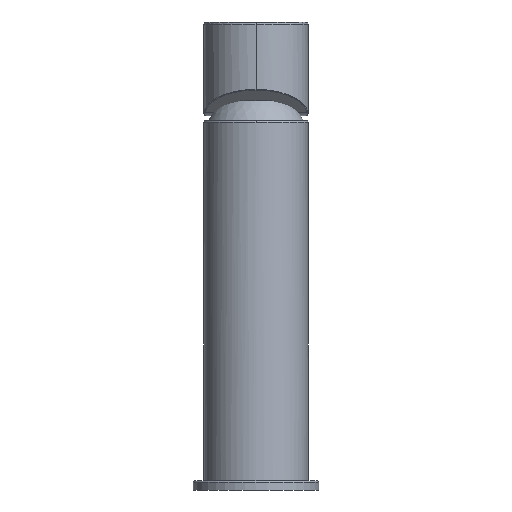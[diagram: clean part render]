
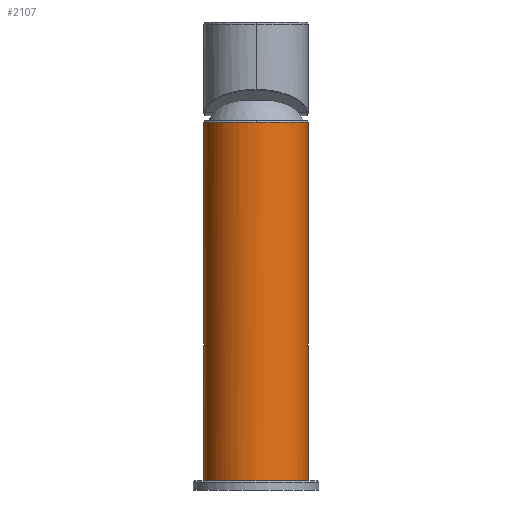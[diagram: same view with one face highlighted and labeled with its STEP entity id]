
A CAD part, left-side view. The second image highlights one B-rep face of the part: STEP entity #2107.
In plain terms, the highlighted cylindrical face has radius 20 mm (diameter 40 mm), a partial arc.
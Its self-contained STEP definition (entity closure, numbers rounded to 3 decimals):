
#156=LINE('',#8284,#220);
#157=LINE('',#8329,#221);
#220=VECTOR('',#2697,1000.);
#221=VECTOR('',#2698,1000.);
#281=CYLINDRICAL_SURFACE('',#2511,20.);
#579=ORIENTED_EDGE('',*,*,#1053,.T.);
#580=ORIENTED_EDGE('',*,*,#1037,.T.);
#581=ORIENTED_EDGE('',*,*,#1042,.T.);
#582=ORIENTED_EDGE('',*,*,#1080,.F.);
#583=ORIENTED_EDGE('',*,*,#1045,.T.);
#584=ORIENTED_EDGE('',*,*,#1041,.T.);
#585=ORIENTED_EDGE('',*,*,#1050,.T.);
#586=ORIENTED_EDGE('',*,*,#1081,.F.);
#587=ORIENTED_EDGE('',*,*,#1082,.F.);
#588=ORIENTED_EDGE('',*,*,#1083,.F.);
#589=ORIENTED_EDGE('',*,*,#1084,.F.);
#1037=EDGE_CURVE('',#1354,#1356,#1607,.T.);
#1041=EDGE_CURVE('',#1358,#1360,#1611,.T.);
#1042=EDGE_CURVE('',#1356,#1361,#1612,.T.);
#1045=EDGE_CURVE('',#1363,#1358,#1615,.T.);
#1050=EDGE_CURVE('',#1360,#1366,#1620,.T.);
#1053=EDGE_CURVE('',#1368,#1354,#1623,.T.);
#1080=EDGE_CURVE('',#1363,#1361,#156,.F.);
#1081=EDGE_CURVE('',#1386,#1366,#1647,.F.);
#1082=EDGE_CURVE('',#1387,#1386,#1648,.F.);
#1083=EDGE_CURVE('',#1388,#1387,#1649,.F.);
#1084=EDGE_CURVE('',#1368,#1388,#157,.T.);
#1354=VERTEX_POINT('',#7075);
#1356=VERTEX_POINT('',#7088);
#1358=VERTEX_POINT('',#7222);
#1360=VERTEX_POINT('',#7235);
#1361=VERTEX_POINT('',#7286);
#1363=VERTEX_POINT('',#7342);
#1366=VERTEX_POINT('',#7380);
#1368=VERTEX_POINT('',#7426);
#1386=VERTEX_POINT('',#8289);
#1387=VERTEX_POINT('',#8312);
#1388=VERTEX_POINT('',#8328);
#1607=B_SPLINE_CURVE_WITH_KNOTS('',3,(#7089,#7090,#7091,#7092,#7093,#7094,
#7095),.UNSPECIFIED.,.F.,.F.,(4,1,1,1,4),(0.,0.25,0.5,0.75,1.),
 .UNSPECIFIED.);
#1611=B_SPLINE_CURVE_WITH_KNOTS('',3,(#7236,#7237,#7238,#7239,#7240,#7241,
#7242),.UNSPECIFIED.,.F.,.F.,(4,1,1,1,4),(0.,0.25,0.5,0.75,1.),
 .UNSPECIFIED.);
#1612=B_SPLINE_CURVE_WITH_KNOTS('',3,(#7279,#7280,#7281,#7282,#7283,#7284,
#7285),.UNSPECIFIED.,.F.,.F.,(4,1,1,1,4),(0.,0.25,0.5,0.75,1.),
 .UNSPECIFIED.);
#1615=B_SPLINE_CURVE_WITH_KNOTS('',3,(#7335,#7336,#7337,#7338,#7339,#7340,
#7341),.UNSPECIFIED.,.F.,.F.,(4,1,1,1,4),(0.,0.25,0.5,0.75,1.),
 .UNSPECIFIED.);
#1620=B_SPLINE_CURVE_WITH_KNOTS('',3,(#7381,#7382,#7383,#7384),
 .UNSPECIFIED.,.F.,.F.,(4,4),(0.,1.),.UNSPECIFIED.);
#1623=B_SPLINE_CURVE_WITH_KNOTS('',3,(#7434,#7435,#7436,#7437,#7438,#7439,
#7440),.UNSPECIFIED.,.F.,.F.,(4,1,1,1,4),(0.,0.25,0.5,0.75,1.),
 .UNSPECIFIED.);
#1647=B_SPLINE_CURVE_WITH_KNOTS('',3,(#8285,#8286,#8287,#8288),
 .UNSPECIFIED.,.F.,.F.,(4,4),(0.,1.),.UNSPECIFIED.);
#1648=B_SPLINE_CURVE_WITH_KNOTS('',3,(#8290,#8291,#8292,#8293,#8294,#8295,
#8296,#8297,#8298,#8299,#8300,#8301,#8302,#8303,#8304,#8305,#8306,#8307,
#8308,#8309,#8310,#8311),.UNSPECIFIED.,.F.,.F.,(4,1,1,1,1,1,1,1,1,1,1,1,
1,1,1,1,1,1,1,4),(0.,0.063,0.094,0.109,0.125,0.141,0.156,0.188,
0.219,0.25,0.281,0.313,0.375,0.438,0.5,0.563,0.625,0.75,0.875,1.),
 .UNSPECIFIED.);
#1649=B_SPLINE_CURVE_WITH_KNOTS('',3,(#8313,#8314,#8315,#8316,#8317,#8318,
#8319,#8320,#8321,#8322,#8323,#8324,#8325,#8326,#8327),.UNSPECIFIED.,.F.,
 .F.,(4,1,1,1,1,1,1,1,1,1,1,1,4),(0.,0.125,0.25,0.313,0.375,0.438,0.5,
0.625,0.688,0.75,0.813,0.875,1.),.UNSPECIFIED.);
#1798=EDGE_LOOP('',(#579,#580,#581,#582,#583,#584,#585,#586,#587,#588,#589));
#1942=FACE_BOUND('',#1798,.T.);
#2107=ADVANCED_FACE('',(#1942),#281,.T.);
#2511=AXIS2_PLACEMENT_3D('',#8283,#2695,#2696);
#2695=DIRECTION('',(0.,0.,-1.));
#2696=DIRECTION('',(0.,-1.,0.));
#2697=DIRECTION('',(0.,0.,1.));
#2698=DIRECTION('',(0.,0.,1.));
#7075=CARTESIAN_POINT('',(-67.772,20.,5.2));
#7088=CARTESIAN_POINT('',(-87.772,0.,5.2));
#7089=CARTESIAN_POINT('',(-67.772,20.,5.2));
#7090=CARTESIAN_POINT('',(-70.39,20.,5.2));
#7091=CARTESIAN_POINT('',(-75.625,18.959,5.2));
#7092=CARTESIAN_POINT('',(-82.283,14.51,5.2));
#7093=CARTESIAN_POINT('',(-86.731,7.853,5.2));
#7094=CARTESIAN_POINT('',(-87.772,2.618,5.2));
#7095=CARTESIAN_POINT('',(-87.772,0.,5.2));
#7222=CARTESIAN_POINT('',(-87.772,0.,142.8));
#7235=CARTESIAN_POINT('',(-67.772,20.,142.8));
#7236=CARTESIAN_POINT('',(-87.772,0.,142.8));
#7237=CARTESIAN_POINT('',(-87.772,2.618,142.8));
#7238=CARTESIAN_POINT('',(-86.731,7.853,142.8));
#7239=CARTESIAN_POINT('',(-82.283,14.51,142.8));
#7240=CARTESIAN_POINT('',(-75.625,18.959,142.8));
#7241=CARTESIAN_POINT('',(-70.39,20.,142.8));
#7242=CARTESIAN_POINT('',(-67.772,20.,142.8));
#7279=CARTESIAN_POINT('',(-87.772,0.,5.2));
#7280=CARTESIAN_POINT('',(-87.772,-2.618,5.2));
#7281=CARTESIAN_POINT('',(-86.731,-7.853,5.2));
#7282=CARTESIAN_POINT('',(-82.283,-14.51,5.2));
#7283=CARTESIAN_POINT('',(-75.625,-18.959,5.2));
#7284=CARTESIAN_POINT('',(-70.39,-20.,5.2));
#7285=CARTESIAN_POINT('',(-67.772,-20.,5.2));
#7286=CARTESIAN_POINT('',(-67.772,-20.,5.2));
#7335=CARTESIAN_POINT('',(-67.772,-20.,142.8));
#7336=CARTESIAN_POINT('',(-70.39,-20.,142.8));
#7337=CARTESIAN_POINT('',(-75.625,-18.959,142.8));
#7338=CARTESIAN_POINT('',(-82.283,-14.511,142.8));
#7339=CARTESIAN_POINT('',(-86.731,-7.853,142.8));
#7340=CARTESIAN_POINT('',(-87.772,-2.618,142.8));
#7341=CARTESIAN_POINT('',(-87.772,0.,142.8));
#7342=CARTESIAN_POINT('',(-67.772,-20.,142.8));
#7380=CARTESIAN_POINT('',(-61.391,18.955,142.8));
#7381=CARTESIAN_POINT('',(-67.772,20.,142.8));
#7382=CARTESIAN_POINT('',(-65.607,20.,142.8));
#7383=CARTESIAN_POINT('',(-63.443,19.645,142.8));
#7384=CARTESIAN_POINT('',(-61.391,18.955,142.8));
#7426=CARTESIAN_POINT('',(-47.772,0.,5.2));
#7434=CARTESIAN_POINT('',(-47.772,0.,5.2));
#7435=CARTESIAN_POINT('',(-47.772,2.618,5.2));
#7436=CARTESIAN_POINT('',(-48.814,7.853,5.2));
#7437=CARTESIAN_POINT('',(-53.262,14.51,5.2));
#7438=CARTESIAN_POINT('',(-59.92,18.959,5.2));
#7439=CARTESIAN_POINT('',(-65.154,20.,5.2));
#7440=CARTESIAN_POINT('',(-67.772,20.,5.2));
#8283=CARTESIAN_POINT('',(-67.772,0.,32.7));
#8284=CARTESIAN_POINT('',(-67.772,-20.,32.7));
#8285=CARTESIAN_POINT('',(-61.391,18.955,142.8));
#8286=CARTESIAN_POINT('',(-61.391,18.955,140.668));
#8287=CARTESIAN_POINT('',(-61.391,18.955,138.536));
#8288=CARTESIAN_POINT('',(-61.391,18.955,136.403));
#8289=CARTESIAN_POINT('',(-61.391,18.955,136.403));
#8290=CARTESIAN_POINT('',(-61.391,18.955,136.403));
#8291=CARTESIAN_POINT('',(-61.391,18.955,136.158));
#8292=CARTESIAN_POINT('',(-61.391,18.954,135.835));
#8293=CARTESIAN_POINT('',(-61.39,18.954,135.544));
#8294=CARTESIAN_POINT('',(-61.39,18.954,135.391));
#8295=CARTESIAN_POINT('',(-61.39,18.954,135.316));
#8296=CARTESIAN_POINT('',(-61.389,18.954,135.144));
#8297=CARTESIAN_POINT('',(-61.388,18.954,134.954));
#8298=CARTESIAN_POINT('',(-61.386,18.953,134.716));
#8299=CARTESIAN_POINT('',(-61.384,18.952,134.442));
#8300=CARTESIAN_POINT('',(-61.381,18.951,134.21));
#8301=CARTESIAN_POINT('',(-61.376,18.949,133.888));
#8302=CARTESIAN_POINT('',(-61.368,18.947,133.502));
#8303=CARTESIAN_POINT('',(-61.355,18.942,133.028));
#8304=CARTESIAN_POINT('',(-61.334,18.935,132.481));
#8305=CARTESIAN_POINT('',(-61.311,18.927,132.003));
#8306=CARTESIAN_POINT('',(-61.274,18.915,131.399));
#8307=CARTESIAN_POINT('',(-61.216,18.895,130.659));
#8308=CARTESIAN_POINT('',(-61.13,18.865,129.795));
#8309=CARTESIAN_POINT('',(-60.973,18.809,128.656));
#8310=CARTESIAN_POINT('',(-60.846,18.762,127.951));
#8311=CARTESIAN_POINT('',(-60.775,18.736,127.601));
#8312=CARTESIAN_POINT('',(-60.775,18.736,127.601));
#8313=CARTESIAN_POINT('',(-60.775,18.736,127.601));
#8314=CARTESIAN_POINT('',(-60.5,18.633,126.238));
#8315=CARTESIAN_POINT('',(-59.752,18.344,123.65));
#8316=CARTESIAN_POINT('',(-58.271,17.628,120.583));
#8317=CARTESIAN_POINT('',(-56.892,16.798,118.367));
#8318=CARTESIAN_POINT('',(-55.742,15.999,116.753));
#8319=CARTESIAN_POINT('',(-54.59,15.067,115.302));
#8320=CARTESIAN_POINT('',(-53.004,13.567,113.475));
#8321=CARTESIAN_POINT('',(-51.522,11.772,111.947));
#8322=CARTESIAN_POINT('',(-50.215,9.64,110.689));
#8323=CARTESIAN_POINT('',(-49.384,7.944,109.921));
#8324=CARTESIAN_POINT('',(-48.68,6.071,109.297));
#8325=CARTESIAN_POINT('',(-47.995,3.472,108.711));
#8326=CARTESIAN_POINT('',(-47.772,1.402,108.534));
#8327=CARTESIAN_POINT('',(-47.772,0.,108.534));
#8328=CARTESIAN_POINT('',(-47.772,0.,108.534));
#8329=CARTESIAN_POINT('',(-47.772,0.,32.7));
